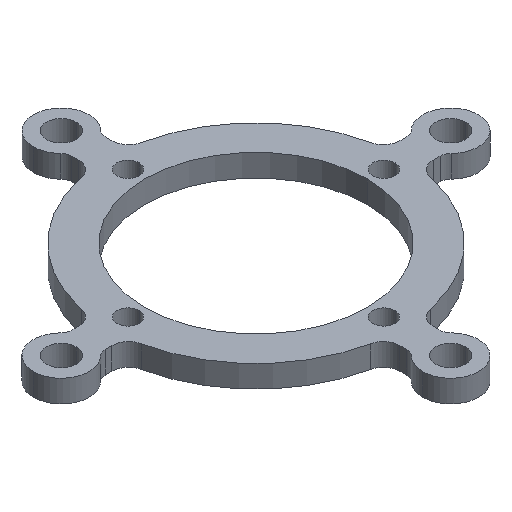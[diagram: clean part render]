
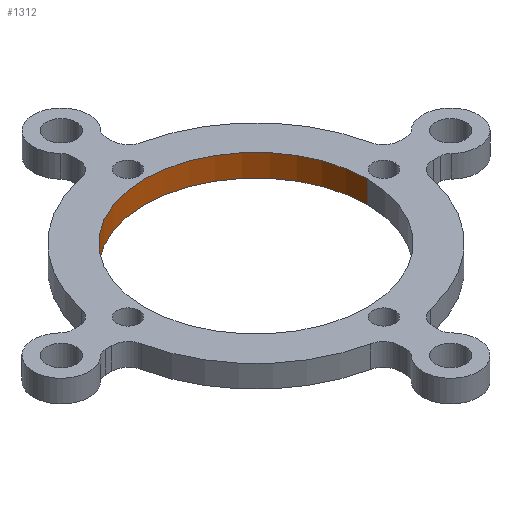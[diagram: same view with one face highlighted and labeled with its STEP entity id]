
A CAD part, isometric view. The second image highlights one B-rep face of the part: STEP entity #1312.
In plain terms, the highlighted cylindrical face has radius 10 mm (diameter 20 mm), a partial arc.
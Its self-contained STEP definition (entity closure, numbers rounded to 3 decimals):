
#9 = LINE ( 'NONE', #806, #1769 ) ;
#191 = CARTESIAN_POINT ( 'NONE',  ( 0., 0., 2. ) ) ;
#239 = ORIENTED_EDGE ( 'NONE', *, *, #1364, .T. ) ;
#306 = CIRCLE ( 'NONE', #1445, 10. ) ;
#308 = VERTEX_POINT ( 'NONE', #352 ) ;
#352 = CARTESIAN_POINT ( 'NONE',  ( -10., 0., 2. ) ) ;
#390 = DIRECTION ( 'NONE',  ( 0., 0., -1. ) ) ;
#624 = DIRECTION ( 'NONE',  ( 0., 0., -1. ) ) ;
#641 = DIRECTION ( 'NONE',  ( 0., 0., -1. ) ) ;
#643 = ORIENTED_EDGE ( 'NONE', *, *, #1130, .F. ) ;
#753 = LINE ( 'NONE', #1388, #1575 ) ;
#787 = CIRCLE ( 'NONE', #1088, 10. ) ;
#806 = CARTESIAN_POINT ( 'NONE',  ( 10., 0., 2. ) ) ;
#910 = CARTESIAN_POINT ( 'NONE',  ( 0., 0., 2. ) ) ;
#1005 = VERTEX_POINT ( 'NONE', #1652 ) ;
#1024 = VERTEX_POINT ( 'NONE', #1363 ) ;
#1088 = AXIS2_PLACEMENT_3D ( 'NONE', #1256, #1859, #1553 ) ;
#1089 = CARTESIAN_POINT ( 'NONE',  ( 10., 0., 2. ) ) ;
#1100 = EDGE_CURVE ( 'NONE', #308, #1024, #753, .T. ) ;
#1130 = EDGE_CURVE ( 'NONE', #1005, #1024, #787, .T. ) ;
#1177 = VERTEX_POINT ( 'NONE', #1089 ) ;
#1256 = CARTESIAN_POINT ( 'NONE',  ( 0., 0., 0. ) ) ;
#1312 = ADVANCED_FACE ( 'NONE', ( #1641 ), #1741, .F. ) ;
#1363 = CARTESIAN_POINT ( 'NONE',  ( -10., 0., 0. ) ) ;
#1364 = EDGE_CURVE ( 'NONE', #1177, #308, #306, .T. ) ;
#1366 = EDGE_LOOP ( 'NONE', ( #1660, #239, #1924, #643 ) ) ;
#1388 = CARTESIAN_POINT ( 'NONE',  ( -10., 0., 2. ) ) ;
#1445 = AXIS2_PLACEMENT_3D ( 'NONE', #910, #1671, #1539 ) ;
#1539 = DIRECTION ( 'NONE',  ( 1., 0., 0. ) ) ;
#1553 = DIRECTION ( 'NONE',  ( 1., 0., 0. ) ) ;
#1575 = VECTOR ( 'NONE', #624, 1000. ) ;
#1576 = EDGE_CURVE ( 'NONE', #1177, #1005, #9, .T. ) ;
#1615 = AXIS2_PLACEMENT_3D ( 'NONE', #191, #390, #1954 ) ;
#1641 = FACE_OUTER_BOUND ( 'NONE', #1366, .T. ) ;
#1652 = CARTESIAN_POINT ( 'NONE',  ( 10., 0., 0. ) ) ;
#1660 = ORIENTED_EDGE ( 'NONE', *, *, #1576, .F. ) ;
#1671 = DIRECTION ( 'NONE',  ( 0., 0., 1. ) ) ;
#1741 = CYLINDRICAL_SURFACE ( 'NONE', #1615, 10. ) ;
#1769 = VECTOR ( 'NONE', #641, 1000. ) ;
#1859 = DIRECTION ( 'NONE',  ( 0., 0., 1. ) ) ;
#1924 = ORIENTED_EDGE ( 'NONE', *, *, #1100, .T. ) ;
#1954 = DIRECTION ( 'NONE',  ( -1., 0., 0. ) ) ;
